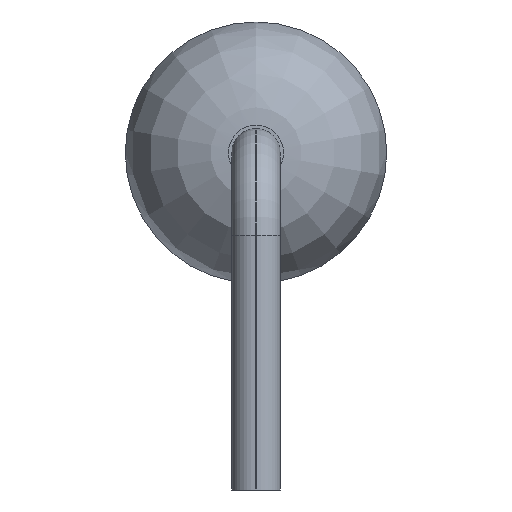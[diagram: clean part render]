
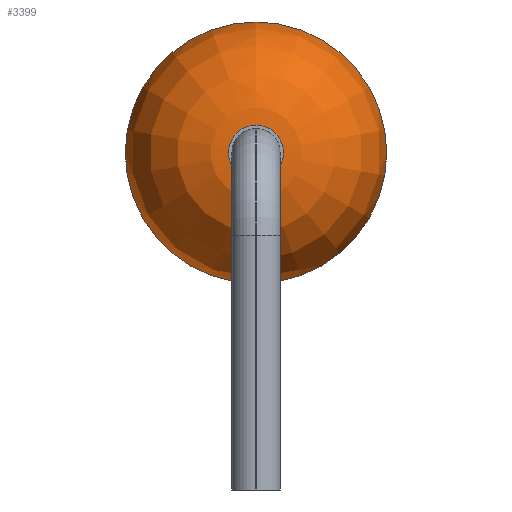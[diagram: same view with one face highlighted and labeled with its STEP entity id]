
A CAD part, left-side view. The second image highlights one B-rep face of the part: STEP entity #3399.
In plain terms, the highlighted face is a revolution surface.
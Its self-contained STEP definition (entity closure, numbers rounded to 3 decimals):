
#3329 = CYLINDRICAL_SURFACE('',#3330,1.9);
#3330 = AXIS2_PLACEMENT_3D('',#3331,#3332,#3333);
#3331 = CARTESIAN_POINT('',(-3.25,0.,0.));
#3332 = DIRECTION('',(1.,0.,0.));
#3333 = DIRECTION('',(0.,0.,1.));
#3345 = VERTEX_POINT('',#3346);
#3346 = CARTESIAN_POINT('',(-3.25,0.,1.9));
#3367 = EDGE_CURVE('',#3345,#3345,#3368,.T.);
#3368 = SURFACE_CURVE('',#3369,(#3374,#3381),.PCURVE_S1.);
#3369 = CIRCLE('',#3370,1.9);
#3370 = AXIS2_PLACEMENT_3D('',#3371,#3372,#3373);
#3371 = CARTESIAN_POINT('',(-3.25,0.,0.));
#3372 = DIRECTION('',(1.,0.,-0.));
#3373 = DIRECTION('',(0.,0.,1.));
#3374 = PCURVE('',#3329,#3375);
#3375 = DEFINITIONAL_REPRESENTATION('',(#3376),#3380);
#3376 = LINE('',#3377,#3378);
#3377 = CARTESIAN_POINT('',(0.,0.));
#3378 = VECTOR('',#3379,1.);
#3379 = DIRECTION('',(1.,0.));
#3380 = ( GEOMETRIC_REPRESENTATION_CONTEXT(2) 
PARAMETRIC_REPRESENTATION_CONTEXT() REPRESENTATION_CONTEXT('2D SPACE',''
  ) );
#3381 = PCURVE('',#3382,#3391);
#3382 = SURFACE_OF_REVOLUTION('',#3383,#3388);
#3383 = CIRCLE('',#3384,1.5);
#3384 = AXIS2_PLACEMENT_3D('',#3385,#3386,#3387);
#3385 = CARTESIAN_POINT('',(-3.25,0.,0.4));
#3386 = DIRECTION('',(0.,-1.,0.));
#3387 = DIRECTION('',(1.,0.,0.));
#3388 = AXIS1_PLACEMENT('',#3389,#3390);
#3389 = CARTESIAN_POINT('',(0.,0.,0.));
#3390 = DIRECTION('',(1.,0.,0.));
#3391 = DEFINITIONAL_REPRESENTATION('',(#3392),#3396);
#3392 = LINE('',#3393,#3394);
#3393 = CARTESIAN_POINT('',(0.,1.571));
#3394 = VECTOR('',#3395,1.);
#3395 = DIRECTION('',(1.,0.));
#3396 = ( GEOMETRIC_REPRESENTATION_CONTEXT(2) 
PARAMETRIC_REPRESENTATION_CONTEXT() REPRESENTATION_CONTEXT('2D SPACE',''
  ) );
#3399 = ADVANCED_FACE('',(#3400),#3382,.F.);
#3400 = FACE_BOUND('',#3401,.F.);
#3401 = EDGE_LOOP('',(#3402,#3403,#3427,#3454));
#3402 = ORIENTED_EDGE('',*,*,#3367,.T.);
#3403 = ORIENTED_EDGE('',*,*,#3404,.T.);
#3404 = EDGE_CURVE('',#3345,#3405,#3407,.T.);
#3405 = VERTEX_POINT('',#3406);
#3406 = CARTESIAN_POINT('',(-4.75,0.,0.4));
#3407 = SEAM_CURVE('',#3408,(#3413,#3420),.PCURVE_S1.);
#3408 = CIRCLE('',#3409,1.5);
#3409 = AXIS2_PLACEMENT_3D('',#3410,#3411,#3412);
#3410 = CARTESIAN_POINT('',(-3.25,0.,0.4));
#3411 = DIRECTION('',(0.,-1.,0.));
#3412 = DIRECTION('',(1.,0.,0.));
#3413 = PCURVE('',#3382,#3414);
#3414 = DEFINITIONAL_REPRESENTATION('',(#3415),#3419);
#3415 = LINE('',#3416,#3417);
#3416 = CARTESIAN_POINT('',(0.,0.));
#3417 = VECTOR('',#3418,1.);
#3418 = DIRECTION('',(0.,1.));
#3419 = ( GEOMETRIC_REPRESENTATION_CONTEXT(2) 
PARAMETRIC_REPRESENTATION_CONTEXT() REPRESENTATION_CONTEXT('2D SPACE',''
  ) );
#3420 = PCURVE('',#3382,#3421);
#3421 = DEFINITIONAL_REPRESENTATION('',(#3422),#3426);
#3422 = LINE('',#3423,#3424);
#3423 = CARTESIAN_POINT('',(6.283,0.));
#3424 = VECTOR('',#3425,1.);
#3425 = DIRECTION('',(0.,1.));
#3426 = ( GEOMETRIC_REPRESENTATION_CONTEXT(2) 
PARAMETRIC_REPRESENTATION_CONTEXT() REPRESENTATION_CONTEXT('2D SPACE',''
  ) );
#3427 = ORIENTED_EDGE('',*,*,#3428,.F.);
#3428 = EDGE_CURVE('',#3405,#3405,#3429,.T.);
#3429 = SURFACE_CURVE('',#3430,(#3435,#3442),.PCURVE_S1.);
#3430 = CIRCLE('',#3431,0.4);
#3431 = AXIS2_PLACEMENT_3D('',#3432,#3433,#3434);
#3432 = CARTESIAN_POINT('',(-4.75,0.,0.));
#3433 = DIRECTION('',(1.,0.,-0.));
#3434 = DIRECTION('',(0.,0.,1.));
#3435 = PCURVE('',#3382,#3436);
#3436 = DEFINITIONAL_REPRESENTATION('',(#3437),#3441);
#3437 = LINE('',#3438,#3439);
#3438 = CARTESIAN_POINT('',(0.,3.142));
#3439 = VECTOR('',#3440,1.);
#3440 = DIRECTION('',(1.,0.));
#3441 = ( GEOMETRIC_REPRESENTATION_CONTEXT(2) 
PARAMETRIC_REPRESENTATION_CONTEXT() REPRESENTATION_CONTEXT('2D SPACE',''
  ) );
#3442 = PCURVE('',#3443,#3448);
#3443 = PLANE('',#3444);
#3444 = AXIS2_PLACEMENT_3D('',#3445,#3446,#3447);
#3445 = CARTESIAN_POINT('',(-4.75,0.,0.));
#3446 = DIRECTION('',(1.,0.,0.));
#3447 = DIRECTION('',(0.,0.,1.));
#3448 = DEFINITIONAL_REPRESENTATION('',(#3449),#3453);
#3449 = CIRCLE('',#3450,0.4);
#3450 = AXIS2_PLACEMENT_2D('',#3451,#3452);
#3451 = CARTESIAN_POINT('',(0.,0.));
#3452 = DIRECTION('',(1.,0.));
#3453 = ( GEOMETRIC_REPRESENTATION_CONTEXT(2) 
PARAMETRIC_REPRESENTATION_CONTEXT() REPRESENTATION_CONTEXT('2D SPACE',''
  ) );
#3454 = ORIENTED_EDGE('',*,*,#3404,.F.);
